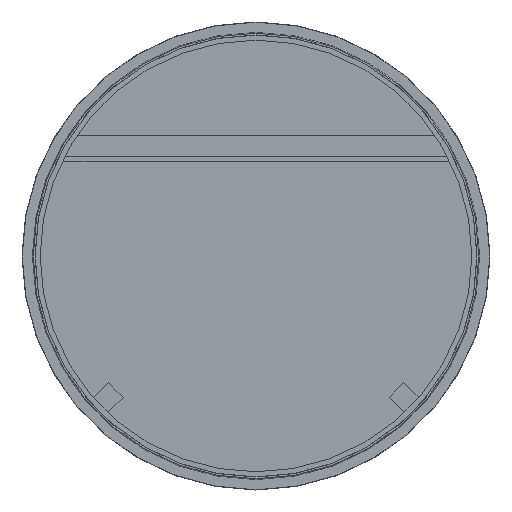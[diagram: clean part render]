
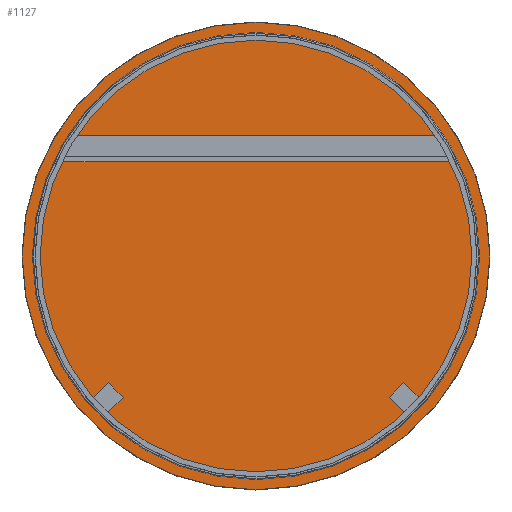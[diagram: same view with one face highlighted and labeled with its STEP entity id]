
A CAD part, top view. The second image highlights one B-rep face of the part: STEP entity #1127.
In plain terms, the highlighted face is planar.
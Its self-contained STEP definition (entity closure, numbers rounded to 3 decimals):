
#533=ORIENTED_EDGE('',*,*,#681,.T.);
#681=EDGE_CURVE('',#771,#771,#817,.F.);
#771=VERTEX_POINT('',#2068);
#817=CIRCLE('',#1403,449.5);
#905=EDGE_LOOP('',(#533));
#1005=FACE_BOUND('',#905,.T.);
#1061=PLANE('',#1402);
#1127=ADVANCED_FACE('',(#1005),#1061,.F.);
#1402=AXIS2_PLACEMENT_3D('',#2066,#1728,#1729);
#1403=AXIS2_PLACEMENT_3D('',#2067,#1730,#1731);
#1728=DIRECTION('',(1.,0.,0.));
#1729=DIRECTION('',(0.,0.,-1.));
#1730=DIRECTION('',(1.,0.,0.));
#1731=DIRECTION('',(0.,0.,-1.));
#2066=CARTESIAN_POINT('',(0.,0.,0.));
#2067=CARTESIAN_POINT('',(0.,0.,0.));
#2068=CARTESIAN_POINT('',(0.,0.,-449.5));
